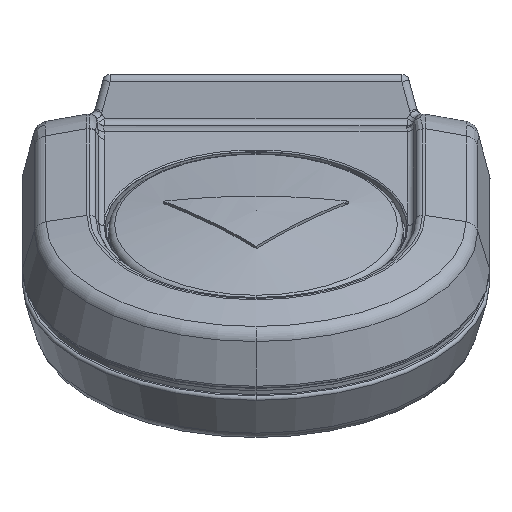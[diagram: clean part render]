
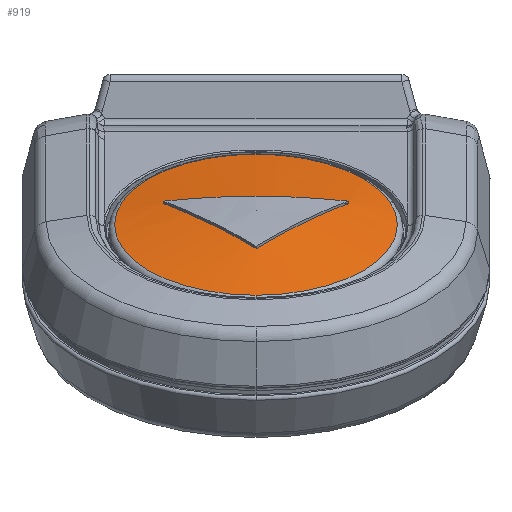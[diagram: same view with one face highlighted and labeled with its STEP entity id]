
A CAD part, top view. The second image highlights one B-rep face of the part: STEP entity #919.
In plain terms, the highlighted spherical face has radius 50.5 mm.
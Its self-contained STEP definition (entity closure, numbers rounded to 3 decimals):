
#678 = CARTESIAN_POINT ( 'NONE',  ( 0., -7.517, 21.18 ) ) ;
#746 = CARTESIAN_POINT ( 'NONE',  ( 0., 2.078, 4.561 ) ) ;
#919 = ADVANCED_FACE ( 'NONE', ( #9702, #9694 ), #9706, .T. ) ;
#2396 = CIRCLE ( 'NONE', #9278, 50.404 ) ;
#2654 = CIRCLE ( 'NONE', #9895, 9.595 ) ;
#2696 = CIRCLE ( 'NONE', #9855, 50.46 ) ;
#2788 = CIRCLE ( 'NONE', #9902, 9.595 ) ;
#2982 = CARTESIAN_POINT ( 'NONE',  ( -2.085, -3.095, 15.346 ) ) ;
#2997 = CARTESIAN_POINT ( 'NONE',  ( -4.175, -2.074, 13.425 ) ) ;
#3000 = CARTESIAN_POINT ( 'NONE',  ( -6.25, -1.294, 11.384 ) ) ;
#3002 = CARTESIAN_POINT ( 'NONE',  ( 0., -4.347, 17.127 ) ) ;
#3676 = EDGE_CURVE ( 'NONE', #4626, #4654, #8538, .T. ) ;
#3721 = EDGE_CURVE ( 'NONE', #4654, #4596, #2396, .T. ) ;
#3840 = EDGE_CURVE ( 'NONE', #11721, #11483, #2654, .T. ) ;
#3866 = EDGE_CURVE ( 'NONE', #4596, #4626, #2696, .T. ) ;
#4596 = VERTEX_POINT ( 'NONE', #10735 ) ;
#4626 = VERTEX_POINT ( 'NONE', #10749 ) ;
#4654 = VERTEX_POINT ( 'NONE', #10762 ) ;
#5074 = EDGE_CURVE ( 'NONE', #11483, #11721, #2788, .T. ) ;
#5133 = DIRECTION ( 'NONE',  ( 1., 0., 0. ) ) ;
#5141 = CARTESIAN_POINT ( 'NONE',  ( 0., -45.657, -11.92 ) ) ;
#5144 = DIRECTION ( 'NONE',  ( 0., 0.866, 0.5 ) ) ;
#6460 = AXIS2_PLACEMENT_3D ( 'NONE', #5141, #5144, #5133 ) ;
#6569 = CARTESIAN_POINT ( 'NONE',  ( 0., -2.72, 12.87 ) ) ;
#6570 = DIRECTION ( 'NONE',  ( 0., 0.866, 0.5 ) ) ;
#6571 = DIRECTION ( 'NONE',  ( 0., 0.5, -0.866 ) ) ;
#8538 = B_SPLINE_CURVE_WITH_KNOTS ( 'NONE', 3,
 ( #3000, #2997, #2982, #3002 ),
 .UNSPECIFIED., .F., .F.,
 ( 4, 4 ),
 ( 0., 1. ),
 .UNSPECIFIED. ) ;
#9278 = AXIS2_PLACEMENT_3D ( 'NONE', #10064, #10065, #10066 ) ;
#9443 = ORIENTED_EDGE ( 'NONE', *, *, #5074, .T. ) ;
#9543 = ORIENTED_EDGE ( 'NONE', *, *, #3866, .F. ) ;
#9546 = ORIENTED_EDGE ( 'NONE', *, *, #3676, .F. ) ;
#9557 = ORIENTED_EDGE ( 'NONE', *, *, #3840, .T. ) ;
#9583 = ORIENTED_EDGE ( 'NONE', *, *, #3721, .F. ) ;
#9694 = FACE_OUTER_BOUND ( 'NONE', #12090, .T. ) ;
#9702 = FACE_BOUND ( 'NONE', #11547, .T. ) ;
#9706 = SPHERICAL_SURFACE ( 'NONE', #6460, 50.5 ) ;
#9855 = AXIS2_PLACEMENT_3D ( 'NONE', #10636, #10637, #10638 ) ;
#9895 = AXIS2_PLACEMENT_3D ( 'NONE', #10551, #10552, #10553 ) ;
#9902 = AXIS2_PLACEMENT_3D ( 'NONE', #6569, #6570, #6571 ) ;
#10064 = CARTESIAN_POINT ( 'NONE',  ( 2.248, -46.738, -10.048 ) ) ;
#10065 = DIRECTION ( 'NONE',  ( -0.721, 0.347, -0.6 ) ) ;
#10066 = DIRECTION ( 'NONE',  ( -0.693, -0.36, 0.624 ) ) ;
#10551 = CARTESIAN_POINT ( 'NONE',  ( 0., -2.72, 12.87 ) ) ;
#10552 = DIRECTION ( 'NONE',  ( 0., 0.866, 0.5 ) ) ;
#10553 = DIRECTION ( 'NONE',  ( 0., 0.5, -0.866 ) ) ;
#10636 = CARTESIAN_POINT ( 'NONE',  ( 0., -44.657, -13.652 ) ) ;
#10637 = DIRECTION ( 'NONE',  ( 0., -0.5, 0.866 ) ) ;
#10638 = DIRECTION ( 'NONE',  ( 1., 0., 0. ) ) ;
#10735 = CARTESIAN_POINT ( 'NONE',  ( 6.25, -1.294, 11.384 ) ) ;
#10749 = CARTESIAN_POINT ( 'NONE',  ( -6.25, -1.294, 11.384 ) ) ;
#10762 = CARTESIAN_POINT ( 'NONE',  ( 0., -4.347, 17.127 ) ) ;
#11483 = VERTEX_POINT ( 'NONE', #678 ) ;
#11547 = EDGE_LOOP ( 'NONE', ( #9583, #9546, #9543 ) ) ;
#11721 = VERTEX_POINT ( 'NONE', #746 ) ;
#12090 = EDGE_LOOP ( 'NONE', ( #9557, #9443 ) ) ;
